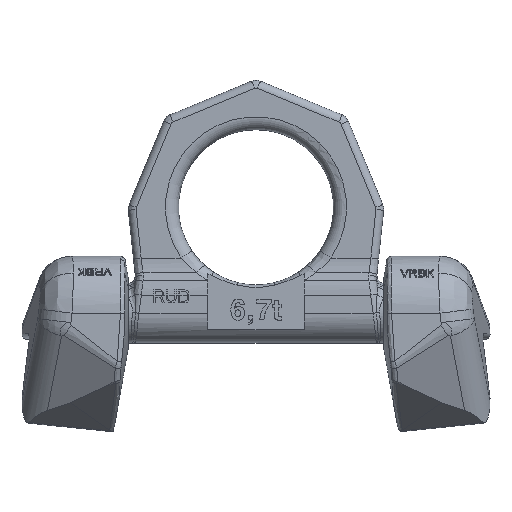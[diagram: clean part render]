
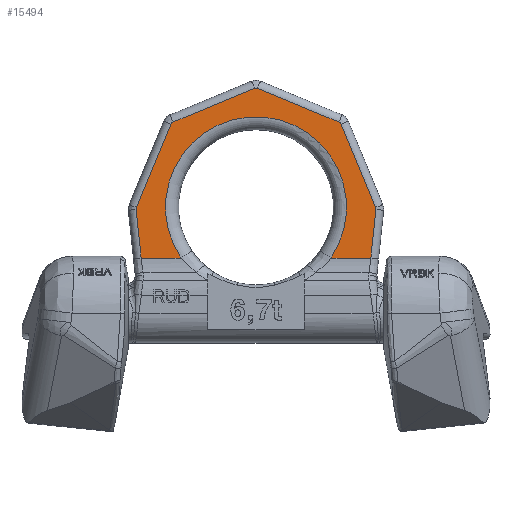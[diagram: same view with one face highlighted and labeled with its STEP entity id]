
A CAD part, top view. The second image highlights one B-rep face of the part: STEP entity #15494.
In plain terms, the highlighted face is planar.
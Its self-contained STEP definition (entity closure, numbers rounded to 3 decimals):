
#7158=DIRECTION('',(0.105,0.,0.995));
#7159=VECTOR('',#7158,18.932);
#7160=CARTESIAN_POINT('',(-46.397,10.,0.823));
#7161=LINE('',#7160,#7159);
#7162=CARTESIAN_POINT('',(-44.905,10.,0.666));
#7163=DIRECTION('',(0.,1.,0.));
#7164=DIRECTION('',(-0.924,0.,-0.383));
#7165=AXIS2_PLACEMENT_3D('',#7162,#7163,#7164);
#7167=DIRECTION('',(-0.383,0.,0.924));
#7168=VECTOR('',#7167,34.879);
#7169=CARTESIAN_POINT('',(-32.943,10.,-32.132));
#7170=LINE('',#7169,#7168);
#7171=CARTESIAN_POINT('',(-31.558,10.,-31.558));
#7172=DIRECTION('',(0.,1.,0.));
#7173=DIRECTION('',(-0.383,0.,-0.924));
#7174=AXIS2_PLACEMENT_3D('',#7171,#7172,#7173);
#7176=DIRECTION('',(-0.924,0.,0.383));
#7177=VECTOR('',#7176,34.158);
#7178=CARTESIAN_POINT('',(-0.574,10.,-46.015));
#7179=LINE('',#7178,#7177);
#7180=CARTESIAN_POINT('',(0.,10.,-44.629));
#7181=DIRECTION('',(0.,1.,0.));
#7182=DIRECTION('',(0.383,0.,-0.924));
#7183=AXIS2_PLACEMENT_3D('',#7180,#7181,#7182);
#7185=DIRECTION('',(-0.924,0.,-0.383));
#7186=VECTOR('',#7185,34.158);
#7187=CARTESIAN_POINT('',(32.132,10.,-32.943));
#7188=LINE('',#7187,#7186);
#7189=CARTESIAN_POINT('',(31.558,10.,-31.558));
#7190=DIRECTION('',(0.,1.,0.));
#7191=DIRECTION('',(0.924,0.,-0.383));
#7192=AXIS2_PLACEMENT_3D('',#7189,#7190,#7191);
#7194=DIRECTION('',(-0.383,0.,-0.924));
#7195=VECTOR('',#7194,34.879);
#7196=CARTESIAN_POINT('',(46.291,10.,0.092));
#7197=LINE('',#7196,#7195);
#7198=CARTESIAN_POINT('',(44.905,10.,0.666));
#7199=DIRECTION('',(0.,1.,0.));
#7200=DIRECTION('',(0.995,0.,0.105));
#7201=AXIS2_PLACEMENT_3D('',#7198,#7199,#7200);
#7203=DIRECTION('',(0.105,0.,-0.995));
#7204=VECTOR('',#7203,18.932);
#7205=CARTESIAN_POINT('',(44.418,10.,19.652));
#7206=LINE('',#7205,#7204);
#7207=DIRECTION('',(1.,0.,0.));
#7208=VECTOR('',#7207,15.456);
#7209=CARTESIAN_POINT('',(28.962,10.,19.652));
#7210=LINE('',#7209,#7208);
#7211=DIRECTION('',(1.,0.,0.));
#7212=VECTOR('',#7211,15.456);
#7213=CARTESIAN_POINT('',(-44.418,10.,19.652));
#7214=LINE('',#7213,#7212);
#7225=CARTESIAN_POINT('',(-44.418,10.,19.652));
#7233=CARTESIAN_POINT('',(-28.962,10.,19.652));
#10606=CARTESIAN_POINT('',(28.962,10.,19.652));
#10621=CARTESIAN_POINT('',(0.,10.,0.));
#10622=DIRECTION('',(0.,-1.,0.));
#10623=DIRECTION('',(-0.827,0.,0.561));
#10624=AXIS2_PLACEMENT_3D('',#10621,#10622,#10623);
#13643=VERTEX_POINT('',#7233);
#13657=VERTEX_POINT('',#10606);
#13699=CARTESIAN_POINT('',(44.418,10.,19.652));
#13701=VERTEX_POINT('',#13699);
#13717=VERTEX_POINT('',#7225);
#13719=CARTESIAN_POINT('',(-46.397,10.,0.823));
#13720=VERTEX_POINT('',#13719);
#13723=CARTESIAN_POINT('',(-46.291,10.,0.092));
#13724=VERTEX_POINT('',#13723);
#13727=CARTESIAN_POINT('',(-32.943,10.,-32.132));
#13728=VERTEX_POINT('',#13727);
#13731=CARTESIAN_POINT('',(-32.132,10.,-32.943));
#13732=VERTEX_POINT('',#13731);
#13735=CARTESIAN_POINT('',(-0.574,10.,-46.015));
#13736=VERTEX_POINT('',#13735);
#13739=CARTESIAN_POINT('',(0.574,10.,-46.015));
#13740=VERTEX_POINT('',#13739);
#13743=CARTESIAN_POINT('',(32.132,10.,-32.943));
#13744=VERTEX_POINT('',#13743);
#13747=CARTESIAN_POINT('',(32.943,10.,-32.132));
#13748=VERTEX_POINT('',#13747);
#13751=CARTESIAN_POINT('',(46.291,10.,0.092));
#13752=VERTEX_POINT('',#13751);
#13755=CARTESIAN_POINT('',(46.397,10.,0.823));
#13756=VERTEX_POINT('',#13755);
#15460=CARTESIAN_POINT('',(75.,10.,-60.));
#15461=DIRECTION('',(0.,-1.,0.));
#15462=DIRECTION('',(0.,0.,1.));
#15463=AXIS2_PLACEMENT_3D('',#15460,#15461,#15462);
#15464=PLANE('',#15463);
#15466=ORIENTED_EDGE('',*,*,#15465,.F.);
#15468=ORIENTED_EDGE('',*,*,#15467,.F.);
#15470=ORIENTED_EDGE('',*,*,#15469,.F.);
#15472=ORIENTED_EDGE('',*,*,#15471,.F.);
#15474=ORIENTED_EDGE('',*,*,#15473,.F.);
#15475=ORIENTED_EDGE('',*,*,#15450,.F.);
#15477=ORIENTED_EDGE('',*,*,#15476,.F.);
#15479=ORIENTED_EDGE('',*,*,#15478,.F.);
#15481=ORIENTED_EDGE('',*,*,#15480,.F.);
#15483=ORIENTED_EDGE('',*,*,#15482,.F.);
#15485=ORIENTED_EDGE('',*,*,#15484,.F.);
#15487=ORIENTED_EDGE('',*,*,#15486,.F.);
#15489=ORIENTED_EDGE('',*,*,#15488,.F.);
#15491=ORIENTED_EDGE('',*,*,#15490,.F.);
#15492=EDGE_LOOP('',(#15466,#15468,#15470,#15472,#15474,#15475,#15477,#15479,
#15481,#15483,#15485,#15487,#15489,#15491));
#15493=FACE_OUTER_BOUND('',#15492,.F.);
#15494=ADVANCED_FACE('',(#15493),#15464,.F.);
#7166=CIRCLE('',#7165,1.5);
#7175=CIRCLE('',#7174,1.5);
#7184=CIRCLE('',#7183,1.5);
#7193=CIRCLE('',#7192,1.5);
#7202=CIRCLE('',#7201,1.5);
#10625=CIRCLE('',#10624,35.);
#15450=EDGE_CURVE('',#13740,#13736,#7184,.T.);
#15465=EDGE_CURVE('',#13720,#13717,#7161,.T.);
#15467=EDGE_CURVE('',#13724,#13720,#7166,.T.);
#15469=EDGE_CURVE('',#13728,#13724,#7170,.T.);
#15471=EDGE_CURVE('',#13732,#13728,#7175,.T.);
#15473=EDGE_CURVE('',#13736,#13732,#7179,.T.);
#15476=EDGE_CURVE('',#13744,#13740,#7188,.T.);
#15478=EDGE_CURVE('',#13748,#13744,#7193,.T.);
#15480=EDGE_CURVE('',#13752,#13748,#7197,.T.);
#15482=EDGE_CURVE('',#13756,#13752,#7202,.T.);
#15484=EDGE_CURVE('',#13701,#13756,#7206,.T.);
#15486=EDGE_CURVE('',#13657,#13701,#7210,.T.);
#15488=EDGE_CURVE('',#13643,#13657,#10625,.T.);
#15490=EDGE_CURVE('',#13717,#13643,#7214,.T.);
